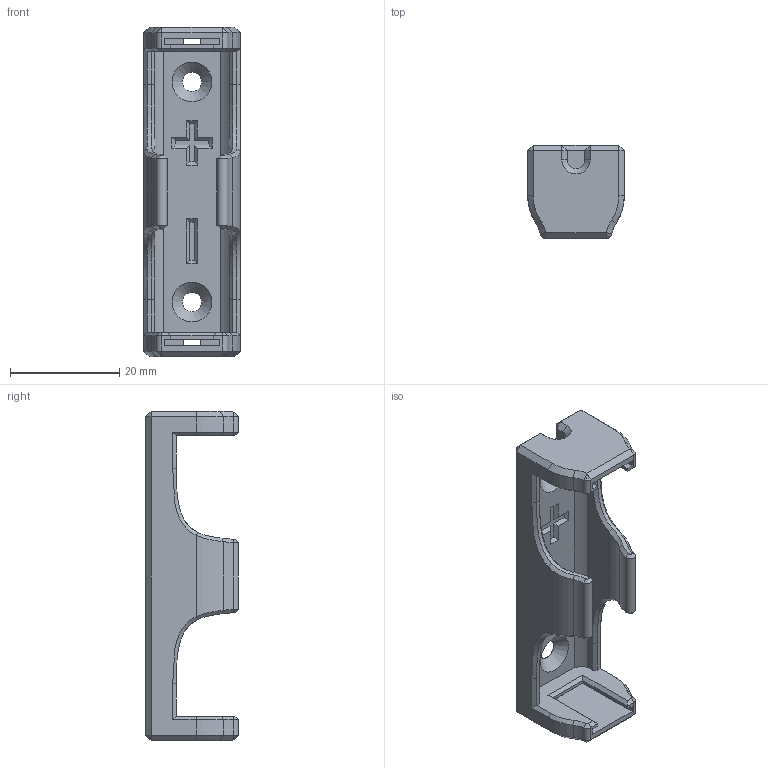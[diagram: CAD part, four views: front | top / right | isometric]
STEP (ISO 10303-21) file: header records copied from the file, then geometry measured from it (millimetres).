
FILE_DESCRIPTION(/* description */ ('STEP AP242','CAx-IF Rec.Pracs.---Representation and Presentation of Product Manufacturing Information (PMI)---4.0---2014-10-13','CAx-IF Rec.Pracs.---3D Tessellated Geometry---0.4---2014-09-14','2;1'),/* implementation_level */ '2;1');
FILE_NAME(/* name */ '661bfa50e39c7600f4cf2067',/* time_stamp */ '2024-04-14T15:46:25Z',/* author */ (''),/* organization */ (''),/* preprocessor_version */ 'ST-DEVELOPER v20',/* originating_system */ ' ',/* authorisation */ ' ');
FILE_SCHEMA (('AP242_MANAGED_MODEL_BASED_3D_ENGINEERING_MIM_LF { 1 0 10303 442 1 1 4 }'));
Length unit declared in the file: metre
Products named in the file (1): Part 2
Bounding box: 17.7 x 17 x 60.3 mm (x, y, z)
Volume: 5028.2 mm3; surface area: 5116.6 mm2
Topology: 1 solids, 1 shells, 196 faces, 480 edges, 280 vertices
Faces by surface type: plane 108, bspline 32, cylinder 28, cone 28
Full cylindrical faces by diameter (mm): 3.5 x2
Entity records: 6272 total; most frequent: CARTESIAN_POINT 1965, ORIENTED_EDGE 940, DIRECTION 772, EDGE_CURVE 470, LINE 322, VECTOR 322, VERTEX_POINT 278, AXIS2_PLACEMENT_3D 225
